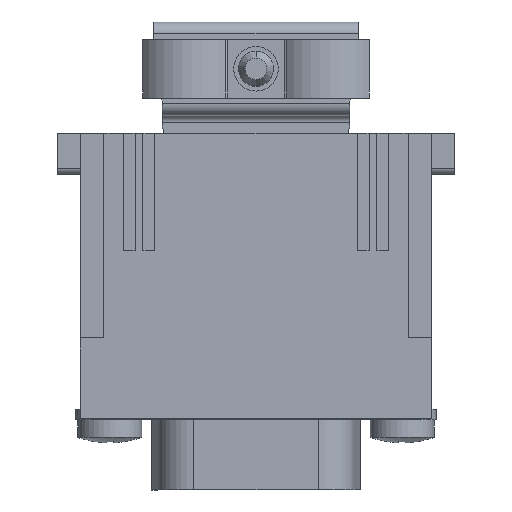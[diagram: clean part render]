
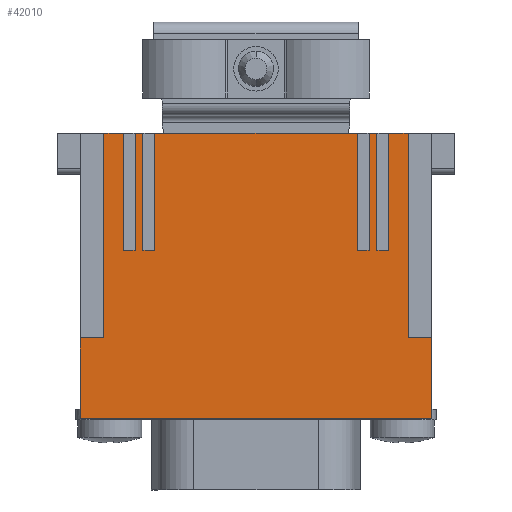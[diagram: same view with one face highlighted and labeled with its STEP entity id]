
A CAD part, left-side view. The second image highlights one B-rep face of the part: STEP entity #42010.
In plain terms, the highlighted face is planar.
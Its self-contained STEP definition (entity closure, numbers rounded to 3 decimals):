
#1060=CARTESIAN_POINT('',(56.048,78.257,-30.));
#1070=VERTEX_POINT('',#1060);
#1100=CARTESIAN_POINT('',(56.048,78.257,0.));
#1110=DIRECTION('',(0.,0.,-1.));
#1120=VECTOR('',#1110,1.);
#1130=LINE('',#1100,#1120);
#1140=CARTESIAN_POINT('',(56.048,78.257,-28.336));
#1150=VERTEX_POINT('',#1140);
#1160=EDGE_CURVE('',#1150,#1070,#1130,.T.);
#1380=CARTESIAN_POINT('',(56.048,78.257,-27.336));
#1390=VERTEX_POINT('',#1380);
#1420=CARTESIAN_POINT('',(56.048,78.257,-26.664));
#1430=VERTEX_POINT('',#1420);
#1440=EDGE_CURVE('',#1430,#1390,#1130,.T.);
#1660=CARTESIAN_POINT('',(56.048,78.257,-25.664));
#1670=VERTEX_POINT('',#1660);
#1700=CARTESIAN_POINT('',(56.048,78.257,-8.336));
#1710=VERTEX_POINT('',#1700);
#1720=EDGE_CURVE('',#1710,#1670,#1130,.T.);
#1940=CARTESIAN_POINT('',(56.048,78.257,-7.336));
#1950=VERTEX_POINT('',#1940);
#1980=CARTESIAN_POINT('',(56.048,78.257,-6.664));
#1990=VERTEX_POINT('',#1980);
#2000=EDGE_CURVE('',#1990,#1950,#1130,.T.);
#2220=CARTESIAN_POINT('',(56.048,78.257,-5.664));
#2230=VERTEX_POINT('',#2220);
#2260=CARTESIAN_POINT('',(56.048,78.257,-4.));
#2270=VERTEX_POINT('',#2260);
#2280=EDGE_CURVE('',#2270,#2230,#1130,.T.);
#9310=CARTESIAN_POINT('',(56.048,60.757,-2.));
#9320=VERTEX_POINT('',#9310);
#9470=CARTESIAN_POINT('',(56.048,60.757,-4.));
#9480=VERTEX_POINT('',#9470);
#9510=CARTESIAN_POINT('',(56.048,60.757,0.));
#9520=DIRECTION('',(0.,0.,-1.));
#9530=VECTOR('',#9520,1.);
#9540=LINE('',#9510,#9530);
#9550=EDGE_CURVE('',#9320,#9480,#9540,.T.);
#12870=CARTESIAN_POINT('',(56.048,60.757,-30.));
#12880=VERTEX_POINT('',#12870);
#12910=CARTESIAN_POINT('',(56.048,0.,-30.));
#12920=DIRECTION('',(0.,-1.,0.));
#12930=VECTOR('',#12920,1.);
#12940=LINE('',#12910,#12930);
#12950=EDGE_CURVE('',#1070,#12880,#12940,.T.);
#16080=CARTESIAN_POINT('',(56.048,0.,-4.));
#16090=DIRECTION('',(0.,1.,0.));
#16100=VECTOR('',#16090,1.);
#16110=LINE('',#16080,#16100);
#16120=EDGE_CURVE('',#9480,#2270,#16110,.T.);
#16400=CARTESIAN_POINT('',(56.048,68.257,-26.664)
);
#16410=VERTEX_POINT('',#16400);
#16530=CARTESIAN_POINT('',(56.048,0.,-26.664));
#16540=DIRECTION('',(0.,1.,0.));
#16550=VECTOR('',#16540,1.);
#16560=LINE('',#16530,#16550);
#16570=EDGE_CURVE('',#16410,#1430,#16560,.T.);
#18020=CARTESIAN_POINT('',(56.048,68.257,-5.664))
;
#18030=VERTEX_POINT('',#18020);
#18060=CARTESIAN_POINT('',(56.048,0.,-5.664));
#18070=DIRECTION('',(0.,-1.,0.));
#18080=VECTOR('',#18070,1.);
#18090=LINE('',#18060,#18080);
#18100=EDGE_CURVE('',#2230,#18030,#18090,.T.);
#24410=CARTESIAN_POINT('',(56.048,0.,-2.));
#24420=DIRECTION('',(0.,1.,0.));
#24430=VECTOR('',#24420,1.);
#24440=LINE('',#24410,#24430);
#24450=CARTESIAN_POINT('',(56.048,53.857,-2.)
);
#24460=VERTEX_POINT('',#24450);
#24470=EDGE_CURVE('',#24460,#9320,#24440,.T.);
#26380=CARTESIAN_POINT('',(56.048,60.757,-32.));
#26390=VERTEX_POINT('',#26380);
#26420=EDGE_CURVE('',#12880,#26390,#9540,.T.);
#29180=CARTESIAN_POINT('',(56.048,53.857,
-2.));
#29190=DIRECTION('',(0.,0.,-1.));
#29200=VECTOR('',#29190,1.);
#29210=LINE('',#29180,#29200);
#29220=CARTESIAN_POINT('',(56.048,53.857,-32.)
);
#29230=VERTEX_POINT('',#29220);
#29240=EDGE_CURVE('',#24460,#29230,#29210,.T.);
#35340=CARTESIAN_POINT('',(56.048,68.257,-27.336))
;
#35350=VERTEX_POINT('',#35340);
#35380=CARTESIAN_POINT('',(56.048,0.,-27.336));
#35390=DIRECTION('',(0.,-1.,0.));
#35400=VECTOR('',#35390,1.);
#35410=LINE('',#35380,#35400);
#35420=EDGE_CURVE('',#1390,#35350,#35410,.T.);
#35650=CARTESIAN_POINT('',(56.048,68.257,-28.336))
;
#35660=VERTEX_POINT('',#35650);
#35690=CARTESIAN_POINT('',(56.048,68.257,0.));
#35700=DIRECTION('',(0.,0.,-1.));
#35710=VECTOR('',#35700,1.);
#35720=LINE('',#35690,#35710);
#35730=EDGE_CURVE('',#35350,#35660,#35720,.T.);
#35940=CARTESIAN_POINT('',(56.048,68.257,-6.664)
);
#35950=VERTEX_POINT('',#35940);
#36070=CARTESIAN_POINT('',(56.048,0.,-6.664));
#36080=DIRECTION('',(0.,1.,0.));
#36090=VECTOR('',#36080,1.);
#36100=LINE('',#36070,#36090);
#36110=EDGE_CURVE('',#35950,#1990,#36100,.T.);
#40590=CARTESIAN_POINT('',(56.048,58.057,-32.));
#40600=DIRECTION('',(0.,1.,0.));
#40610=VECTOR('',#40600,1.);
#40620=LINE('',#40590,#40610);
#40630=EDGE_CURVE('',#29230,#26390,#40620,.T.);
#41410=CARTESIAN_POINT('',(56.048,86.688,-19.097)
);
#41420=DIRECTION('',(1.,0.,0.));
#41430=DIRECTION('',(0.,1.,0.));
#41440=AXIS2_PLACEMENT_3D('',#41410,#41420,#41430);
#41450=PLANE('',#41440);
#41460=ORIENTED_EDGE('',*,*,#12950,.F.);
#41470=ORIENTED_EDGE('',*,*,#26420,.F.);
#41480=ORIENTED_EDGE('',*,*,#40630,.T.);
#41490=ORIENTED_EDGE('',*,*,#29240,.T.);
#41500=ORIENTED_EDGE('',*,*,#24470,.F.);
#41510=ORIENTED_EDGE('',*,*,#9550,.F.);
#41520=ORIENTED_EDGE('',*,*,#16120,.F.);
#41530=ORIENTED_EDGE('',*,*,#2280,.F.);
#41540=ORIENTED_EDGE('',*,*,#18100,.F.);
#41550=EDGE_CURVE('',#18030,#35950,#35720,.T.);
#41560=ORIENTED_EDGE('',*,*,#41550,.F.);
#41570=ORIENTED_EDGE('',*,*,#36110,.F.);
#41580=ORIENTED_EDGE('',*,*,#2000,.F.);
#41590=CARTESIAN_POINT('',(56.048,0.,-7.336));
#41600=DIRECTION('',(0.,-1.,0.));
#41610=VECTOR('',#41600,1.);
#41620=LINE('',#41590,#41610);
#41630=CARTESIAN_POINT('',(56.048,68.257,-7.336))
;
#41640=VERTEX_POINT('',#41630);
#41650=EDGE_CURVE('',#1950,#41640,#41620,.T.);
#41660=ORIENTED_EDGE('',*,*,#41650,.F.);
#41670=CARTESIAN_POINT('',(56.048,68.257,-8.336))
;
#41680=VERTEX_POINT('',#41670);
#41690=EDGE_CURVE('',#41640,#41680,#35720,.T.);
#41700=ORIENTED_EDGE('',*,*,#41690,.F.);
#41710=CARTESIAN_POINT('',(56.048,0.,-8.336));
#41720=DIRECTION('',(0.,1.,0.));
#41730=VECTOR('',#41720,1.);
#41740=LINE('',#41710,#41730);
#41750=EDGE_CURVE('',#41680,#1710,#41740,.T.);
#41760=ORIENTED_EDGE('',*,*,#41750,.F.);
#41770=ORIENTED_EDGE('',*,*,#1720,.F.);
#41780=CARTESIAN_POINT('',(56.048,0.,-25.664));
#41790=DIRECTION('',(0.,-1.,0.));
#41800=VECTOR('',#41790,1.);
#41810=LINE('',#41780,#41800);
#41820=CARTESIAN_POINT('',(56.048,68.257,-25.664)
);
#41830=VERTEX_POINT('',#41820);
#41840=EDGE_CURVE('',#1670,#41830,#41810,.T.);
#41850=ORIENTED_EDGE('',*,*,#41840,.F.);
#41860=EDGE_CURVE('',#41830,#16410,#35720,.T.);
#41870=ORIENTED_EDGE('',*,*,#41860,.F.);
#41880=ORIENTED_EDGE('',*,*,#16570,.F.);
#41890=ORIENTED_EDGE('',*,*,#1440,.F.);
#41900=ORIENTED_EDGE('',*,*,#35420,.F.);
#41910=ORIENTED_EDGE('',*,*,#35730,.F.);
#41920=CARTESIAN_POINT('',(56.048,0.,-28.336));
#41930=DIRECTION('',(0.,1.,0.));
#41940=VECTOR('',#41930,1.);
#41950=LINE('',#41920,#41940);
#41960=EDGE_CURVE('',#35660,#1150,#41950,.T.);
#41970=ORIENTED_EDGE('',*,*,#41960,.F.);
#41980=ORIENTED_EDGE('',*,*,#1160,.F.);
#41990=EDGE_LOOP('',(#41980,#41970,#41910,#41900,#41890,#41880,#41870,
#41850,#41770,#41760,#41700,#41660,#41580,#41570,#41560,#41540,#41530,
#41520,#41510,#41500,#41490,#41480,#41470,#41460));
#42000=FACE_OUTER_BOUND('',#41990,.T.);
#42010=ADVANCED_FACE('',(#42000),#41450,.T.);
